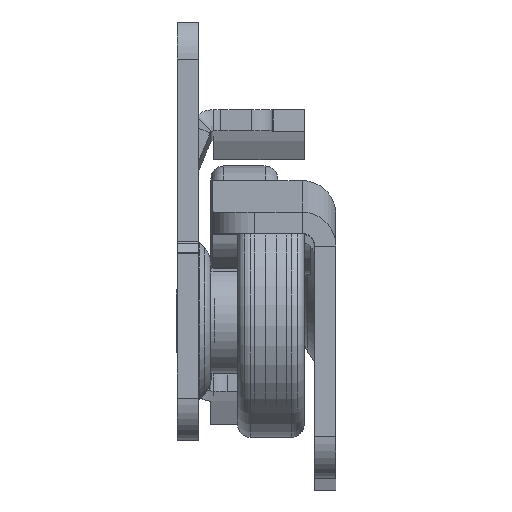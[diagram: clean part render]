
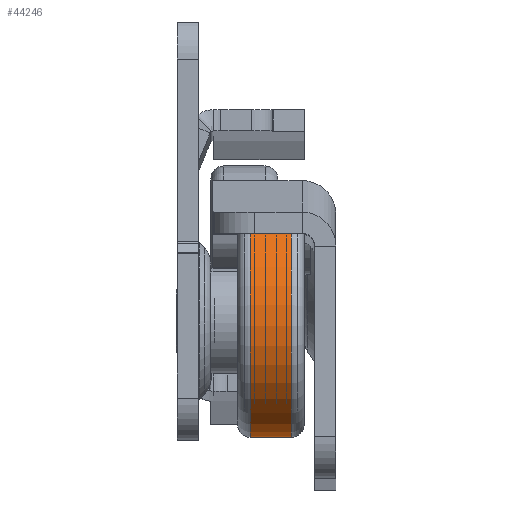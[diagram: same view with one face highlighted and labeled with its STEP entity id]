
A CAD part, top view. The second image highlights one B-rep face of the part: STEP entity #44246.
In plain terms, the highlighted cylindrical face has radius 11 mm (diameter 22 mm), a partial arc.
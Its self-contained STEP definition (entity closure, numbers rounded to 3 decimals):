
#806 = VECTOR ( 'NONE', #41685, 1000. ) ;
#905 = DIRECTION ( 'NONE',  ( 0., 0., 1. ) ) ;
#1254 = CARTESIAN_POINT ( 'NONE',  ( 1.2, 0., 11. ) ) ;
#2155 = ORIENTED_EDGE ( 'NONE', *, *, #21070, .T. ) ;
#3954 = DIRECTION ( 'NONE',  ( 0., 0., 1. ) ) ;
#4243 = CYLINDRICAL_SURFACE ( 'NONE', #35197, 11. ) ;
#6980 = CARTESIAN_POINT ( 'NONE',  ( 5.1, 0., 11. ) ) ;
#11878 = CIRCLE ( 'NONE', #21138, 11. ) ;
#11946 = CARTESIAN_POINT ( 'NONE',  ( 0., 0., 11. ) ) ;
#13365 = EDGE_CURVE ( 'NONE', #30415, #52499, #55707, .T. ) ;
#13479 = FACE_OUTER_BOUND ( 'NONE', #37559, .T. ) ;
#14340 = EDGE_CURVE ( 'NONE', #48505, #31673, #38929, .T. ) ;
#14481 = CARTESIAN_POINT ( 'NONE',  ( 5.1, 0., 0. ) ) ;
#16565 = CARTESIAN_POINT ( 'NONE',  ( 1.2, 0., -11. ) ) ;
#21070 = EDGE_CURVE ( 'NONE', #48505, #30415, #11878, .T. ) ;
#21138 = AXIS2_PLACEMENT_3D ( 'NONE', #14481, #32168, #49958 ) ;
#25986 = CARTESIAN_POINT ( 'NONE',  ( 0., 0., 0. ) ) ;
#28568 = VECTOR ( 'NONE', #38065, 1000. ) ;
#30415 = VERTEX_POINT ( 'NONE', #32838 ) ;
#31673 = VERTEX_POINT ( 'NONE', #1254 ) ;
#32168 = DIRECTION ( 'NONE',  ( -1., 0., 0. ) ) ;
#32267 = ORIENTED_EDGE ( 'NONE', *, *, #14340, .F. ) ;
#32838 = CARTESIAN_POINT ( 'NONE',  ( 5.1, 0., -11. ) ) ;
#35197 = AXIS2_PLACEMENT_3D ( 'NONE', #25986, #43718, #3954 ) ;
#37559 = EDGE_LOOP ( 'NONE', ( #2155, #51717, #54455, #32267 ) ) ;
#38065 = DIRECTION ( 'NONE',  ( -1., 0., 0. ) ) ;
#38929 = LINE ( 'NONE', #11946, #28568 ) ;
#41685 = DIRECTION ( 'NONE',  ( -1., 0., 0. ) ) ;
#43718 = DIRECTION ( 'NONE',  ( -1., 0., 0. ) ) ;
#44163 = CIRCLE ( 'NONE', #54412, 11. ) ;
#44246 = ADVANCED_FACE ( 'NONE', ( #13479 ), #4243, .T. ) ;
#48505 = VERTEX_POINT ( 'NONE', #6980 ) ;
#49958 = DIRECTION ( 'NONE',  ( 0., 0., 1. ) ) ;
#50454 = CARTESIAN_POINT ( 'NONE',  ( 0., 0., -11. ) ) ;
#50520 = CARTESIAN_POINT ( 'NONE',  ( 1.2, 0., 0. ) ) ;
#51717 = ORIENTED_EDGE ( 'NONE', *, *, #13365, .T. ) ;
#52499 = VERTEX_POINT ( 'NONE', #16565 ) ;
#54311 = DIRECTION ( 'NONE',  ( -1., 0., 0. ) ) ;
#54329 = EDGE_CURVE ( 'NONE', #31673, #52499, #44163, .T. ) ;
#54412 = AXIS2_PLACEMENT_3D ( 'NONE', #50520, #54311, #905 ) ;
#54455 = ORIENTED_EDGE ( 'NONE', *, *, #54329, .F. ) ;
#55707 = LINE ( 'NONE', #50454, #806 ) ;
